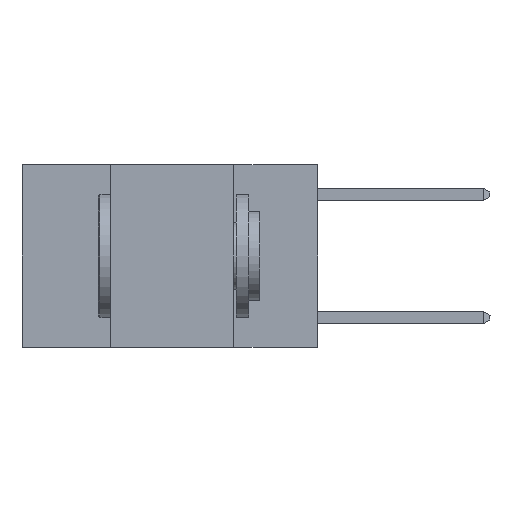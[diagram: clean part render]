
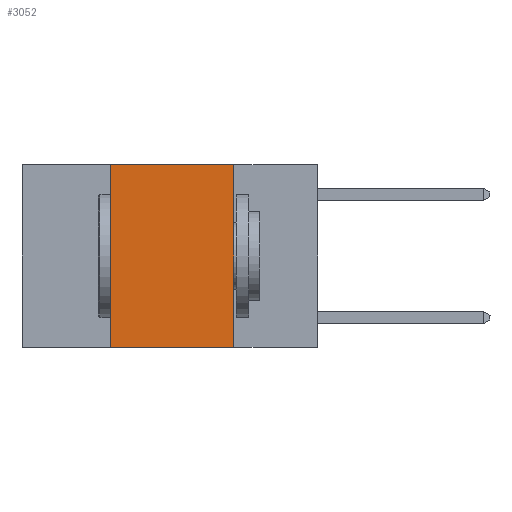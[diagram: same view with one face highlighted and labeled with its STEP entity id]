
A CAD part, left-side view. The second image highlights one B-rep face of the part: STEP entity #3052.
In plain terms, the highlighted planar face has unit normal (-1, 0, 0).
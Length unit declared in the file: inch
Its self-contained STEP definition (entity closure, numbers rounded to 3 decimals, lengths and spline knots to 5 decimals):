
#491 = VECTOR ( 'NONE', #6560, 39.37008 ) ;
#1502 = ORIENTED_EDGE ( 'NONE', *, *, #18768, .T. ) ;
#3052 = ADVANCED_FACE ( 'NONE', ( #18514 ), #15444, .F. ) ;
#3086 = CARTESIAN_POINT ( 'NONE',  ( 0., 0.6, 0. ) ) ;
#3460 = DIRECTION ( 'NONE',  ( 0., 0., 1. ) ) ;
#5488 = VECTOR ( 'NONE', #30658, 39.37008 ) ;
#5590 = DIRECTION ( 'NONE',  ( 0., 0., -1. ) ) ;
#5752 = CARTESIAN_POINT ( 'NONE',  ( 0., 0.42, 0. ) ) ;
#6560 = DIRECTION ( 'NONE',  ( 0., -1., 0. ) ) ;
#7133 = LINE ( 'NONE', #21317, #491 ) ;
#8470 = VERTEX_POINT ( 'NONE', #5752 ) ;
#10320 = CARTESIAN_POINT ( 'NONE',  ( 0., 0.42, -0.37 ) ) ;
#13755 = VERTEX_POINT ( 'NONE', #10320 ) ;
#13942 = EDGE_CURVE ( 'NONE', #13755, #8470, #20174, .T. ) ;
#13983 = EDGE_CURVE ( 'NONE', #27669, #18307, #31608, .T. ) ;
#14345 = LINE ( 'NONE', #16225, #26563 ) ;
#14709 = ORIENTED_EDGE ( 'NONE', *, *, #13942, .F. ) ;
#15444 = PLANE ( 'NONE',  #28373 ) ;
#15717 = ORIENTED_EDGE ( 'NONE', *, *, #21498, .F. ) ;
#16225 = CARTESIAN_POINT ( 'NONE',  ( 0., 0.6, 0. ) ) ;
#18274 = CARTESIAN_POINT ( 'NONE',  ( 0., 0.42, 0. ) ) ;
#18307 = VERTEX_POINT ( 'NONE', #29567 ) ;
#18514 = FACE_OUTER_BOUND ( 'NONE', #31831, .T. ) ;
#18683 = DIRECTION ( 'NONE',  ( 0., -1., 0. ) ) ;
#18768 = EDGE_CURVE ( 'NONE', #13755, #18307, #7133, .T. ) ;
#19421 = VECTOR ( 'NONE', #3460, 39.37008 ) ;
#19814 = CARTESIAN_POINT ( 'NONE',  ( 0., 0.17, 0. ) ) ;
#20174 = LINE ( 'NONE', #18274, #19421 ) ;
#20372 = DIRECTION ( 'NONE',  ( 1., 0., 0. ) ) ;
#20421 = ORIENTED_EDGE ( 'NONE', *, *, #13983, .F. ) ;
#21317 = CARTESIAN_POINT ( 'NONE',  ( 0., 0.6, -0.37 ) ) ;
#21498 = EDGE_CURVE ( 'NONE', #8470, #27669, #14345, .T. ) ;
#26563 = VECTOR ( 'NONE', #18683, 39.37008 ) ;
#27669 = VERTEX_POINT ( 'NONE', #19814 ) ;
#28220 = CARTESIAN_POINT ( 'NONE',  ( 0., 0.17, 0. ) ) ;
#28373 = AXIS2_PLACEMENT_3D ( 'NONE', #3086, #20372, #5590 ) ;
#29567 = CARTESIAN_POINT ( 'NONE',  ( 0., 0.17, -0.37 ) ) ;
#30658 = DIRECTION ( 'NONE',  ( 0., 0., -1. ) ) ;
#31608 = LINE ( 'NONE', #28220, #5488 ) ;
#31831 = EDGE_LOOP ( 'NONE', ( #20421, #15717, #14709, #1502 ) ) ;
